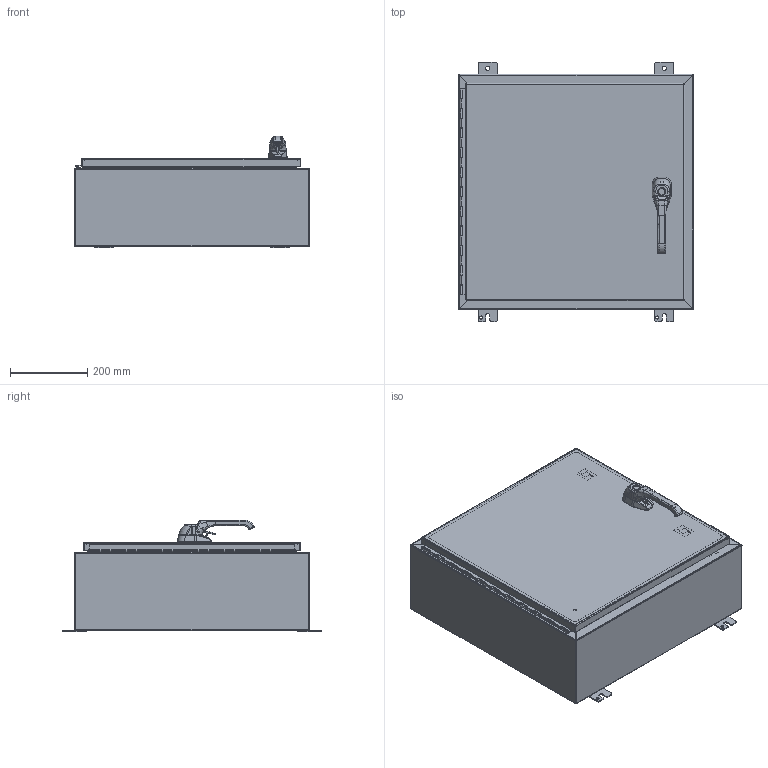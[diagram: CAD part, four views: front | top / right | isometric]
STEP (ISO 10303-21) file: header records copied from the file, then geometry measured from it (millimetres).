
FILE_DESCRIPTION (( 'STEP AP214' ), '1' );
FILE_NAME ('SSN42424083PTA.STEP', '2016-02-11T14:27:42', ( '' ), ( '' ), 'SwSTEP 2.0', 'SolidWorks 2014', '' );
FILE_SCHEMA (( 'AUTOMOTIVE_DESIGN' ));
Length unit declared in the file: inch
Products named in the file (45): 1091-76; 1091-BR11_AF0; 2100-11; SUPPORT-ROLL_AF0; DIN3771_16X2_5; PLASTIC-ROLLER-CAM_AF0_ASM; 1091-75; LOCK-NUT_AF0; 1091-B11_ASM; 7379-M6-8X25_AF0; 38859; 1091-74-01; PLASTIC-ROLLER-CAM_AF1; 328138; 1091-74-03; 1091-903_AF0; 328138T; 1091-73; 1091-903_AF0_2; 328138P; SSN42424083PTABKP; 1091-903_AF0_1; 328138L; 34839; HFW31234; SSN424243PTALID; HFW369101; 38846; SSN42424083PTA; HFW31235; 22x22; HFW32451; SS_LARGE_DOOR_ROD_ASSM-37038; SPACER; 3862; 1225-05; 31230; 1000-02; HFW3762; 1000-277-01 ...
Assembly tree (63 placements, depth 5):
  SSN42424083PTA
    34839  x4
    SSN42424083PTABKP
    HFW32451
      1091-73
      1091-B11_ASM
        1091-74-03
        1091-74-01
      1091-75
      DIN3771_16X2_5
      2100-11
      1091-76
      D125B_10_5
      DIN985_M10
      1000-277-01  x2
      1000-02
      1225-05
      SPACER
    HFW31235  x2
    HFW369101  x4
    HFW31234  x2
    SS_LARGE_DOOR_ROD_ASSM-37038
      HFW31712
        1091-903_AF0
          1091-903_AF0_1
          1091-903_AF0_2
        PLASTIC-ROLLER-CAM_AF0_ASM
          PLASTIC-ROLLER-CAM_AF1
          7379-M6-8X25_AF0
          LOCK-NUT_AF0
        SUPPORT-ROLL_AF0
        1091-BR11_AF0
      37038  x2
      30254  x2
      HFW3762  x4
      31230  x2
      3862  x2
    22x22
    38846
    SSN424243PTALID
    328138
      328138L
      328138P
      328138T
    38859  x4
Bounding box: 609.6 x 673.1 x 289.75 mm (x, y, z)
Volume: 3017826.6 mm3; surface area: 3050188 mm2
Topology: 56 solids, 56 shells, 3071 faces, 7575 edges, 4615 vertices
Faces by surface type: cylinder 1270, plane 1014, torus 332, bspline 239, sphere 132, cone 84
Entity records: 111970 total; most frequent: CARTESIAN_POINT 42848, DIRECTION 12570, ORIENTED_EDGE 11992, EDGE_CURVE 5996, AXIS2_PLACEMENT_3D 4904, VERTEX_POINT 3640, VECTOR 2762, LINE 2762
